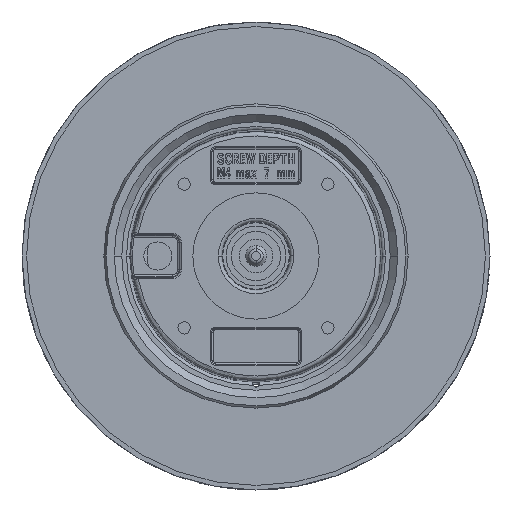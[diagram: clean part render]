
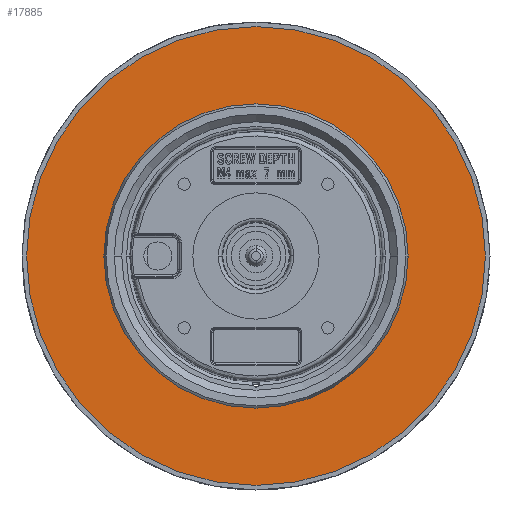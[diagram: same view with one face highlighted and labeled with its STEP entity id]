
A CAD part, front view. The second image highlights one B-rep face of the part: STEP entity #17885.
In plain terms, the highlighted planar face has unit normal (0, -1, 0).
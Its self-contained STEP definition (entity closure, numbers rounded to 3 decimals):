
#115 = EDGE_LOOP ( 'NONE', ( #6457, #5294 ) ) ;
#194 = DIRECTION ( 'NONE',  ( 0., 1., 0. ) ) ;
#1018 = ORIENTED_EDGE ( 'NONE', *, *, #22780, .F. ) ;
#1706 = DIRECTION ( 'NONE',  ( 0., -1., 0. ) ) ;
#2729 = FACE_BOUND ( 'NONE', #115, .T. ) ;
#2759 = CARTESIAN_POINT ( 'NONE',  ( 0., 0.6, 0. ) ) ;
#4169 = VERTEX_POINT ( 'NONE', #24634 ) ;
#4272 = VERTEX_POINT ( 'NONE', #7321 ) ;
#5029 = DIRECTION ( 'NONE',  ( 0., 1., 0. ) ) ;
#5142 = CARTESIAN_POINT ( 'NONE',  ( 0., 0.6, 0. ) ) ;
#5294 = ORIENTED_EDGE ( 'NONE', *, *, #17381, .T. ) ;
#5966 = AXIS2_PLACEMENT_3D ( 'NONE', #8237, #12907, #23744 ) ;
#6457 = ORIENTED_EDGE ( 'NONE', *, *, #15867, .F. ) ;
#6601 = FACE_OUTER_BOUND ( 'NONE', #22802, .T. ) ;
#6635 = AXIS2_PLACEMENT_3D ( 'NONE', #22041, #194, #11313 ) ;
#7321 = CARTESIAN_POINT ( 'NONE',  ( -43.4, 0.6, 0. ) ) ;
#8025 = CARTESIAN_POINT ( 'NONE',  ( -65.45, 0.6, 0. ) ) ;
#8237 = CARTESIAN_POINT ( 'NONE',  ( 0., 0.6, 0. ) ) ;
#10603 = PLANE ( 'NONE',  #20358 ) ;
#11062 = EDGE_CURVE ( 'NONE', #19093, #21455, #28584, .T. ) ;
#11095 = AXIS2_PLACEMENT_3D ( 'NONE', #2759, #5029, #20532 ) ;
#11313 = DIRECTION ( 'NONE',  ( -1., 0., 0. ) ) ;
#11659 = DIRECTION ( 'NONE',  ( -1., 0., 0. ) ) ;
#12907 = DIRECTION ( 'NONE',  ( 0., -1., 0. ) ) ;
#14360 = ORIENTED_EDGE ( 'NONE', *, *, #11062, .T. ) ;
#15707 = CARTESIAN_POINT ( 'NONE',  ( 65.45, 0.6, 0. ) ) ;
#15867 = EDGE_CURVE ( 'NONE', #4272, #4169, #17420, .T. ) ;
#17381 = EDGE_CURVE ( 'NONE', #4272, #4169, #19106, .T. ) ;
#17420 = CIRCLE ( 'NONE', #28248, 43.4 ) ;
#17885 = ADVANCED_FACE ( 'NONE', ( #6601, #2729 ), #10603, .T. ) ;
#19093 = VERTEX_POINT ( 'NONE', #8025 ) ;
#19106 = CIRCLE ( 'NONE', #6635, 43.4 ) ;
#20340 = DIRECTION ( 'NONE',  ( 0., -1., 0. ) ) ;
#20358 = AXIS2_PLACEMENT_3D ( 'NONE', #28262, #1706, #28358 ) ;
#20532 = DIRECTION ( 'NONE',  ( -1., 0., 0. ) ) ;
#21455 = VERTEX_POINT ( 'NONE', #15707 ) ;
#22041 = CARTESIAN_POINT ( 'NONE',  ( 0., 0.6, 0. ) ) ;
#22780 = EDGE_CURVE ( 'NONE', #19093, #21455, #23160, .T. ) ;
#22802 = EDGE_LOOP ( 'NONE', ( #1018, #14360 ) ) ;
#23160 = CIRCLE ( 'NONE', #11095, 65.45 ) ;
#23744 = DIRECTION ( 'NONE',  ( -1., 0., 0. ) ) ;
#24634 = CARTESIAN_POINT ( 'NONE',  ( 43.4, 0.6, 0. ) ) ;
#28248 = AXIS2_PLACEMENT_3D ( 'NONE', #5142, #20340, #11659 ) ;
#28262 = CARTESIAN_POINT ( 'NONE',  ( 0., 0.6, 0. ) ) ;
#28358 = DIRECTION ( 'NONE',  ( 0., 0., -1. ) ) ;
#28584 = CIRCLE ( 'NONE', #5966, 65.45 ) ;
